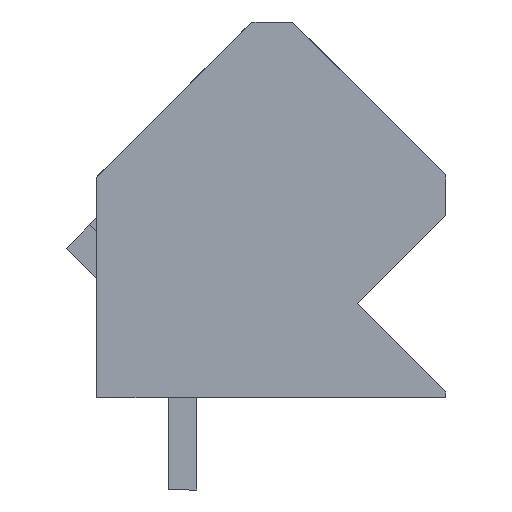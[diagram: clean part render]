
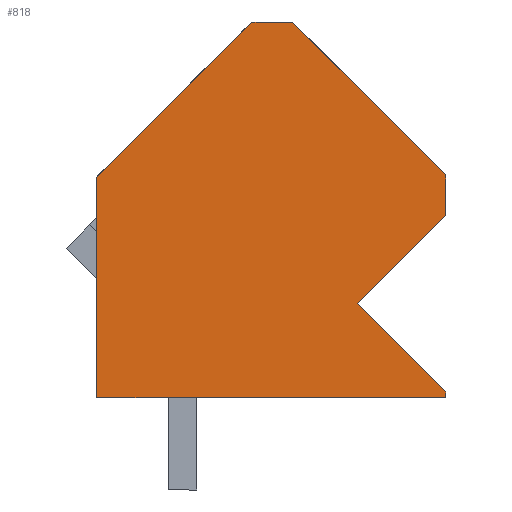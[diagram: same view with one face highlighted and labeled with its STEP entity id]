
A CAD part, left-side view. The second image highlights one B-rep face of the part: STEP entity #818.
In plain terms, the highlighted planar face has unit normal (-1, 0, 0).
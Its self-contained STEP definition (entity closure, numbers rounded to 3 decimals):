
#767=AXIS2_PLACEMENT_3D('Plane Axis2P3D',#764,#765,#766) ;
#255=CARTESIAN_POINT('Vertex',(0.,5.303,16.228)) ;
#258=CARTESIAN_POINT('Line Origine',(0.,2.651,13.577)) ;
#262=CARTESIAN_POINT('Vertex',(0.,0.,10.925)) ;
#519=CARTESIAN_POINT('Vertex',(0.,12.092,10.853)) ;
#522=CARTESIAN_POINT('Line Origine',(0.,9.405,13.541)) ;
#526=CARTESIAN_POINT('Vertex',(0.,6.717,16.228)) ;
#745=CARTESIAN_POINT('Line Origine',(0.,0.,10.218)) ;
#749=CARTESIAN_POINT('Vertex',(0.,0.,9.511)) ;
#764=CARTESIAN_POINT('Axis2P3D Location',(0.,13.152,0.)) ;
#769=CARTESIAN_POINT('Line Origine',(0.,6.046,3.2)) ;
#773=CARTESIAN_POINT('Vertex',(0.,12.092,3.2)) ;
#775=CARTESIAN_POINT('Vertex',(0.,0.,3.2)) ;
#778=CARTESIAN_POINT('Line Origine',(0.,0.,3.3)) ;
#782=CARTESIAN_POINT('Vertex',(0.,0.,3.4)) ;
#785=CARTESIAN_POINT('Line Origine',(0.,1.527,4.928)) ;
#789=CARTESIAN_POINT('Vertex',(0.,3.055,6.455)) ;
#792=CARTESIAN_POINT('Line Origine',(0.,1.527,7.983)) ;
#797=CARTESIAN_POINT('Line Origine',(0.,6.01,16.228)) ;
#802=CARTESIAN_POINT('Line Origine',(0.,12.092,7.027)) ;
#259=DIRECTION('Vector Direction',(0.,0.707,0.707)) ;
#523=DIRECTION('Vector Direction',(0.,0.707,-0.707)) ;
#746=DIRECTION('Vector Direction',(0.,0.,1.)) ;
#765=DIRECTION('Axis2P3D Direction',(-1.,0.,0.)) ;
#766=DIRECTION('Axis2P3D XDirection',(0.,-1.,0.)) ;
#770=DIRECTION('Vector Direction',(0.,-1.,0.)) ;
#779=DIRECTION('Vector Direction',(0.,0.,1.)) ;
#786=DIRECTION('Vector Direction',(0.,0.707,0.707)) ;
#793=DIRECTION('Vector Direction',(0.,-0.707,0.707)) ;
#798=DIRECTION('Vector Direction',(0.,1.,0.)) ;
#803=DIRECTION('Vector Direction',(0.,0.,-1.)) ;
#260=VECTOR('Line Direction',#259,1.) ;
#524=VECTOR('Line Direction',#523,1.) ;
#747=VECTOR('Line Direction',#746,1.) ;
#771=VECTOR('Line Direction',#770,1.) ;
#780=VECTOR('Line Direction',#779,1.) ;
#787=VECTOR('Line Direction',#786,1.) ;
#794=VECTOR('Line Direction',#793,1.) ;
#799=VECTOR('Line Direction',#798,1.) ;
#804=VECTOR('Line Direction',#803,1.) ;
#808=ORIENTED_EDGE('',*,*,#777,.T.) ;
#809=ORIENTED_EDGE('',*,*,#784,.T.) ;
#810=ORIENTED_EDGE('',*,*,#791,.T.) ;
#811=ORIENTED_EDGE('',*,*,#796,.T.) ;
#812=ORIENTED_EDGE('',*,*,#751,.T.) ;
#813=ORIENTED_EDGE('',*,*,#264,.T.) ;
#814=ORIENTED_EDGE('',*,*,#801,.T.) ;
#815=ORIENTED_EDGE('',*,*,#528,.T.) ;
#816=ORIENTED_EDGE('',*,*,#806,.T.) ;
#818=ADVANCED_FACE('HOUSING',(#817),#768,.T.) ;
#264=EDGE_CURVE('',#263,#256,#261,.T.) ;
#528=EDGE_CURVE('',#527,#520,#525,.T.) ;
#751=EDGE_CURVE('',#750,#263,#748,.T.) ;
#777=EDGE_CURVE('',#774,#776,#772,.T.) ;
#784=EDGE_CURVE('',#776,#783,#781,.T.) ;
#791=EDGE_CURVE('',#783,#790,#788,.T.) ;
#796=EDGE_CURVE('',#790,#750,#795,.T.) ;
#801=EDGE_CURVE('',#256,#527,#800,.T.) ;
#806=EDGE_CURVE('',#520,#774,#805,.T.) ;
#807=EDGE_LOOP('',(#808,#809,#810,#811,#812,#813,#814,#815,#816)) ;
#817=FACE_OUTER_BOUND('',#807,.T.) ;
#261=LINE('Line',#258,#260) ;
#525=LINE('Line',#522,#524) ;
#748=LINE('Line',#745,#747) ;
#772=LINE('Line',#769,#771) ;
#781=LINE('Line',#778,#780) ;
#788=LINE('Line',#785,#787) ;
#795=LINE('Line',#792,#794) ;
#800=LINE('Line',#797,#799) ;
#805=LINE('Line',#802,#804) ;
#768=PLANE('',#767) ;
#256=VERTEX_POINT('',#255) ;
#263=VERTEX_POINT('',#262) ;
#520=VERTEX_POINT('',#519) ;
#527=VERTEX_POINT('',#526) ;
#750=VERTEX_POINT('',#749) ;
#774=VERTEX_POINT('',#773) ;
#776=VERTEX_POINT('',#775) ;
#783=VERTEX_POINT('',#782) ;
#790=VERTEX_POINT('',#789) ;
